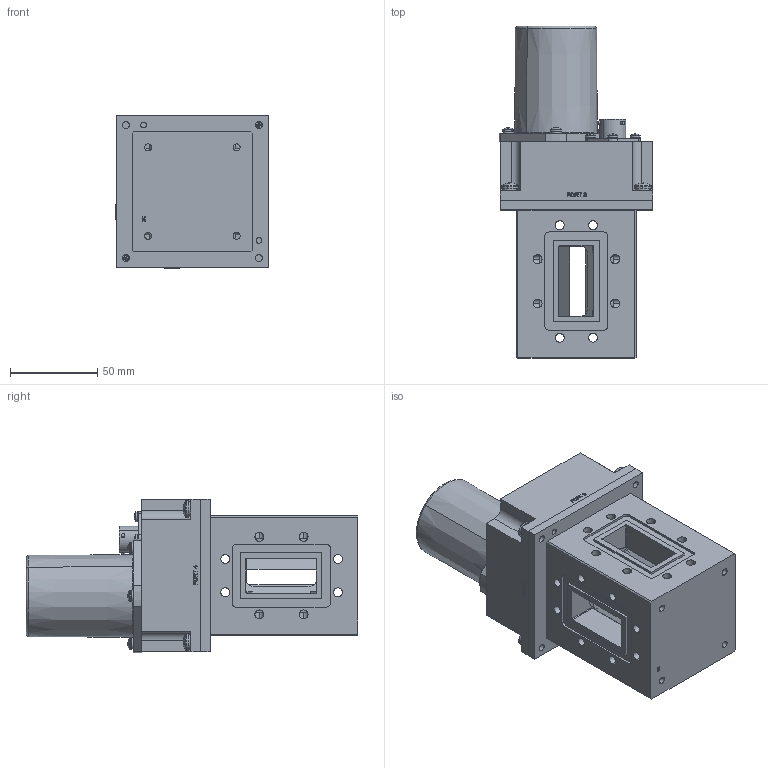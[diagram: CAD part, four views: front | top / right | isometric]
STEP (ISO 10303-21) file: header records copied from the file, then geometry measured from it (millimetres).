
FILE_DESCRIPTION (( 'STEP AP203' ), '1' );
FILE_NAME ('5AGS.STEP', '2016-08-25T19:30:55', ( '' ), ( '' ), 'SwSTEP 2.0', 'SolidWorks 2016', '' );
FILE_SCHEMA (( 'CONFIG_CONTROL_DESIGN' ));
Length unit declared in the file: inch
Products named in the file (1): 5AGS
Bounding box: 87.83 x 190.22 x 87.83 mm (x, y, z)
Surface area: 89116.1 mm2 (no closed solid volume)
Topology: 0 solids, 54 shells, 561 faces, 2051 edges, 1508 vertices
Faces by surface type: plane 278, cylinder 208, torus 40, sphere 24, bspline 9, cone 2
Entity records: 24272 total; most frequent: CARTESIAN_POINT 6786, DIRECTION 3773, ORIENTED_EDGE 3114, EDGE_CURVE 2051, VERTEX_POINT 1508, AXIS2_PLACEMENT_3D 1370, VECTOR 1033, LINE 1033
